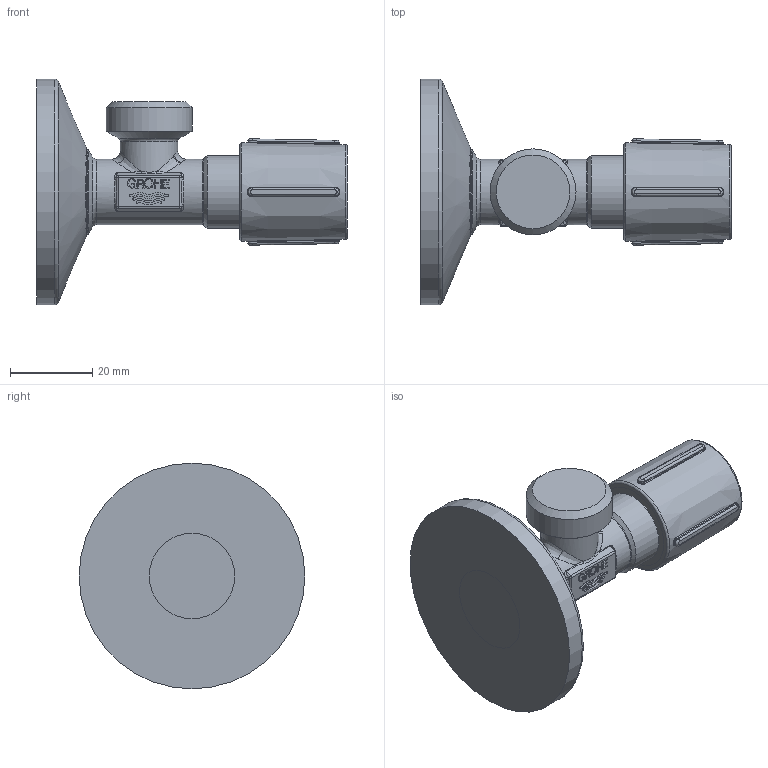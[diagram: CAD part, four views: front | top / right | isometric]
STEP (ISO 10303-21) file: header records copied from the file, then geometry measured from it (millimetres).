
FILE_DESCRIPTION(/* description */ ('Unknown'),/* implementation_level */ '2;1');
FILE_NAME(/* name */ '220430002',/* time_stamp */ '2023-07-27T08:10:11+02:00',/* author */ ('Unknown'),/* organization */ ('GROHE AG'),/* preprocessor_version */ 'ST-DEVELOPER v16.7',/* originating_system */ 'DEX',/* authorisation */ $);
FILE_SCHEMA (('AUTOMOTIVE_DESIGN {1 0 10303 214 3 1 1}'));
Length unit declared in the file: millimetre
Products named in the file (5): 220430002; id11; SL001.RPR 0215 H45 tef; SL033. RPR 0215; SL136.024
Assembly tree (4 placements, depth 2):
  220430002
    id11
    SL001.RPR 0215 H45 tef
    SL033. RPR 0215
    SL136.024
Bounding box: 75.66 x 55 x 55 mm (x, y, z)
Surface area: 13200 mm2 (no closed solid volume)
Topology: 0 solids, 5 shells, 363 faces, 1006 edges, 635 vertices
Faces by surface type: plane 201, cylinder 83, bspline 50, torus 15, sphere 8, cone 6
Full cylindrical faces by diameter (mm): 14 x1, 16 x1, 17.8 x1, 20.8 x1, 20.955 x1, 54.2 x1, 55 x1
Entity records: 16359 total; most frequent: CARTESIAN_POINT 5174, ORIENTED_EDGE 1836, DIRECTION 1535, EDGE_CURVE 961, LINE 649, VECTOR 649, VERTEX_POINT 624, AXIS2_PLACEMENT_3D 443
